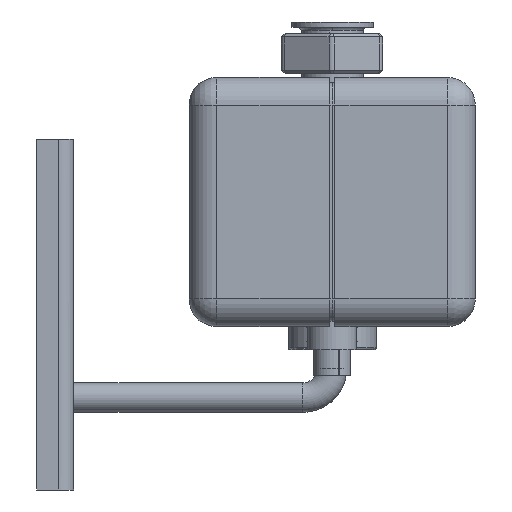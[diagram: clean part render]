
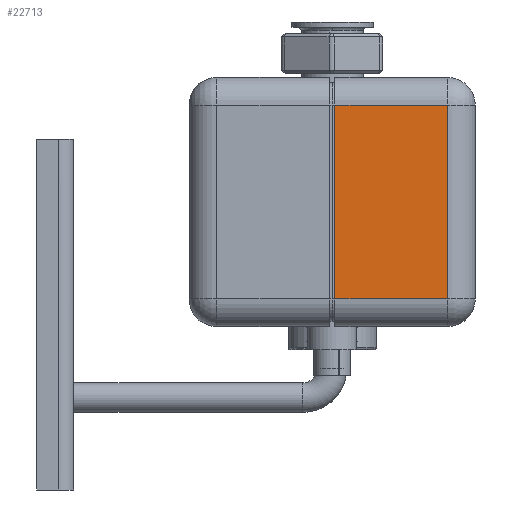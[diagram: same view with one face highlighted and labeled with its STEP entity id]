
A CAD part, left-side view. The second image highlights one B-rep face of the part: STEP entity #22713.
In plain terms, the highlighted planar face has unit normal (-1, 0, 0).
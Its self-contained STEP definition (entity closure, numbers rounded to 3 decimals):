
#21953=CARTESIAN_POINT('Vertex',(-735.824,-37.219,-80.317)) ;
#21956=CARTESIAN_POINT('Line Origine',(-735.824,-37.219,-27.817)) ;
#21960=CARTESIAN_POINT('Vertex',(-735.824,-37.219,24.683)) ;
#22671=CARTESIAN_POINT('Line Origine',(-735.824,-35.719,24.683)) ;
#22675=CARTESIAN_POINT('Vertex',(-735.824,-98.219,24.683)) ;
#22690=CARTESIAN_POINT('Axis2P3D Location',(-735.824,-35.719,-95.317)) ;
#22695=CARTESIAN_POINT('Line Origine',(-735.824,-67.719,-80.317)) ;
#22699=CARTESIAN_POINT('Vertex',(-735.824,-98.219,-80.317)) ;
#22702=CARTESIAN_POINT('Line Origine',(-735.824,-98.219,-27.817)) ;
#21958=VECTOR('Line Direction',#21957,1.) ;
#22673=VECTOR('Line Direction',#22672,1.) ;
#22697=VECTOR('Line Direction',#22696,1.) ;
#22704=VECTOR('Line Direction',#22703,1.) ;
#21957=DIRECTION('Vector Direction',(0.,0.,-1.)) ;
#22672=DIRECTION('Vector Direction',(0.,-1.,0.)) ;
#22691=DIRECTION('Axis2P3D Direction',(-1.,0.,0.)) ;
#22692=DIRECTION('Axis2P3D XDirection',(0.,-1.,0.)) ;
#22696=DIRECTION('Vector Direction',(0.,-1.,0.)) ;
#22703=DIRECTION('Vector Direction',(0.,0.,1.)) ;
#22693=AXIS2_PLACEMENT_3D('Plane Axis2P3D',#22690,#22691,#22692) ;
#21959=LINE('Line',#21956,#21958) ;
#22674=LINE('Line',#22671,#22673) ;
#22698=LINE('Line',#22695,#22697) ;
#22705=LINE('Line',#22702,#22704) ;
#22694=PLANE('',#22693) ;
#21962=EDGE_CURVE('',#21961,#21954,#21959,.T.) ;
#22677=EDGE_CURVE('',#22676,#21961,#22674,.F.) ;
#22701=EDGE_CURVE('',#21954,#22700,#22698,.T.) ;
#22706=EDGE_CURVE('',#22700,#22676,#22705,.T.) ;
#22708=ORIENTED_EDGE('',*,*,#22677,.T.) ;
#22709=ORIENTED_EDGE('',*,*,#21962,.T.) ;
#22710=ORIENTED_EDGE('',*,*,#22701,.T.) ;
#22711=ORIENTED_EDGE('',*,*,#22706,.T.) ;
#22707=EDGE_LOOP('',(#22708,#22709,#22710,#22711)) ;
#21954=VERTEX_POINT('',#21953) ;
#21961=VERTEX_POINT('',#21960) ;
#22676=VERTEX_POINT('',#22675) ;
#22700=VERTEX_POINT('',#22699) ;
#22713=ADVANCED_FACE('D\X2\00E4\X0\mmung Kesselverteiler 80_60 3HK EPP-SV-ENG-003675_1\\Isolierhalbschale KV 80_60 3HK-SV-ENG-003674_1\\Volumenk\X2\00F6\X0\rper1',(#22712),#22694,.T.) ;
#22712=FACE_OUTER_BOUND('',#22707,.T.) ;
